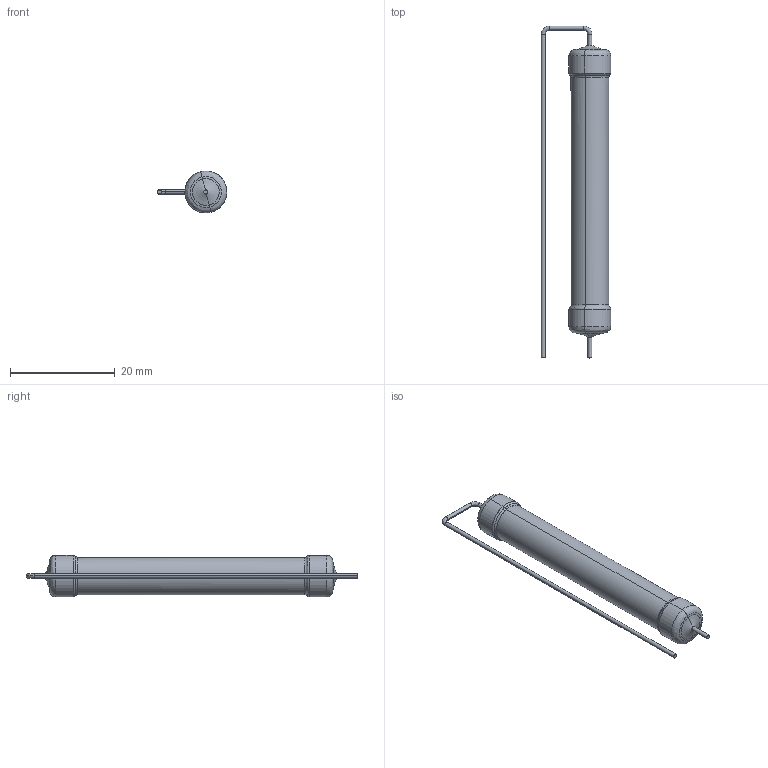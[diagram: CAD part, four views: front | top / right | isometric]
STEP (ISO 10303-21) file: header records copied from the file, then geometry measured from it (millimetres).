
FILE_DESCRIPTION (( 'STEP AP214' ), '1' );
FILE_NAME ('User Library-RES 10W -V L=54 D=8 d=0,8 Pin2Pin=8,89.STEP', '2018-02-21T21:45:36', ( '' ), ( '' ), 'SwSTEP 2.0', 'SolidWorks 2018', '' );
FILE_SCHEMA (( 'AUTOMOTIVE_DESIGN' ));
Length unit declared in the file: millimetre
Products named in the file (3): User Library-RES 10W -V  L=54 D=8 d=0,8 Pin2Pin=8,89_1; User Library-RES 10W -V  L=54 D=8 d=0,8 Pin2Pin=8,89; User Library-RES 10W -V  L=54 D=8 d=0,8 Pin2Pin=8,89__X2_043D043E0436043A0438_X0_
Assembly tree (2 placements, depth 2):
  User Library-RES 10W -V  L=54 D=8 d=0,8 Pin2Pin=8,89
    User Library-RES 10W -V  L=54 D=8 d=0,8 Pin2Pin=8,89_1
    User Library-RES 10W -V  L=54 D=8 d=0,8 Pin2Pin=8,89__X2_043D043E0436043A0438_X0_
Bounding box: 13.29 x 63.3 x 8 mm (x, y, z)
Volume: 67.2 mm3; surface area: 1665.9 mm2
Topology: 1 solids, 16 shells, 40 faces, 112 edges, 76 vertices
Faces by surface type: bspline 16, cylinder 12, torus 8, plane 4
Entity records: 3207 total; most frequent: CARTESIAN_POINT 1756, DIRECTION 192, ORIENTED_EDGE 160, EDGE_CURVE 112, AXIS2_PLACEMENT_3D 90, VERTEX_POINT 76, CIRCLE 60, UNCERTAINTY_MEASURE_WITH_UNIT 46
